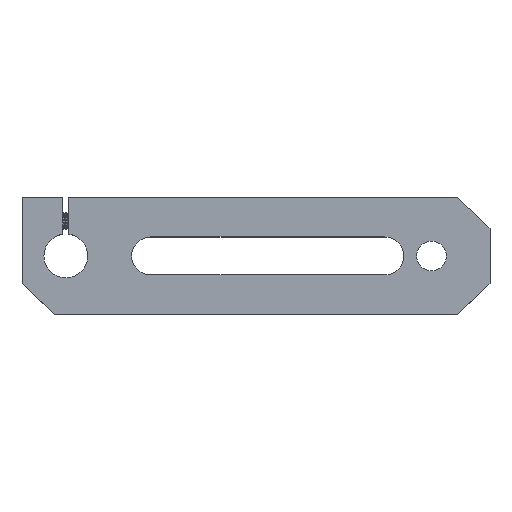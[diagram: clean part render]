
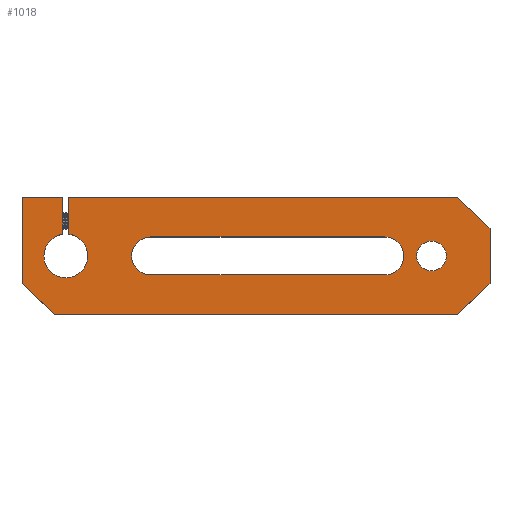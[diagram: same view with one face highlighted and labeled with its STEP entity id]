
A CAD part, top view. The second image highlights one B-rep face of the part: STEP entity #1018.
In plain terms, the highlighted planar face has unit normal (0, 0, 1).
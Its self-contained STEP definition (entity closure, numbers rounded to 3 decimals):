
#596=EDGE_CURVE('',#606,#1682,#1749,.T.);
#598=VERTEX_POINT('',#1751);
#606=VERTEX_POINT('',#1759);
#608=VERTEX_POINT('',#1761);
#662=VERTEX_POINT('',#1819);
#732=VERTEX_POINT('',#1896);
#746=EDGE_CURVE('',#732,#1622,#1912,.T.);
#798=EDGE_CURVE('',#1596,#1014,#1969,.T.);
#820=EDGE_CURVE('',#922,#662,#1992,.T.);
#884=VERTEX_POINT('',#2061);
#890=VERTEX_POINT('',#2068);
#922=VERTEX_POINT('',#2103);
#950=VERTEX_POINT('',#2134);
#966=EDGE_CURVE('',#608,#1162,#2151,.T.);
#986=VERTEX_POINT('',#2173);
#1014=VERTEX_POINT('',#2204);
#1018=ADVANCED_FACE('',(#2208,#2209,#2210),#2211,.T.);
#1120=EDGE_CURVE('',#884,#986,#2322,.T.);
#1162=VERTEX_POINT('',#2374);
#1176=VERTEX_POINT('',#2389);
#1248=VERTEX_POINT('',#2474);
#1252=EDGE_CURVE('',#1494,#1248,#2478,.T.);
#1264=EDGE_CURVE('',#662,#608,#2493,.T.);
#1288=VERTEX_POINT('',#2521);
#1298=EDGE_CURVE('',#1288,#884,#2532,.T.);
#1318=EDGE_CURVE('',#1622,#732,#2557,.T.);
#1332=EDGE_CURVE('',#950,#1494,#2574,.T.);
#1336=EDGE_CURVE('',#1162,#598,#2578,.T.);
#1442=EDGE_CURVE('',#1248,#890,#2699,.T.);
#1446=EDGE_CURVE('',#1288,#922,#2704,.T.);
#1450=EDGE_CURVE('',#986,#606,#2708,.T.);
#1494=VERTEX_POINT('',#2757);
#1502=EDGE_CURVE('',#1176,#1596,#2766,.T.);
#1524=EDGE_CURVE('',#1682,#1014,#2790,.T.);
#1596=VERTEX_POINT('',#2871);
#1610=EDGE_CURVE('',#598,#1176,#2887,.T.);
#1622=VERTEX_POINT('',#2901);
#1682=VERTEX_POINT('',#2970);
#1714=EDGE_CURVE('',#890,#950,#3003,.T.);
#1749=CIRCLE('',#3029,7.5);
#1751=CARTESIAN_POINT('',(-4.0,-20.0,13.0));
#1759=CARTESIAN_POINT('',(-7.5,0.,13.0));
#1761=CARTESIAN_POINT('',(145.0,-9.5,13.0));
#1819=CARTESIAN_POINT('',(145.0,9.5,13.0));
#1896=CARTESIAN_POINT('',(119.947,0.0,13.0));
#1912=CIRCLE('',#3251,5.053);
#1969=LINE('',#3333,#3334);
#1992=LINE('',#3366,#3367);
#2061=CARTESIAN_POINT('',(1.0,7.433,13.0));
#2068=CARTESIAN_POINT('',(29.,-6.5,13.0));
#2103=CARTESIAN_POINT('',(134.0,20.0,13.0));
#2134=CARTESIAN_POINT('',(29.,6.5,13.0));
#2151=LINE('',#3604,#3605);
#2173=CARTESIAN_POINT('',(7.5,0.,13.0));
#2204=CARTESIAN_POINT('',(-1.0,20.0,13.0));
#2208=FACE_OUTER_BOUND('',#3680,.T.);
#2209=FACE_BOUND('',#3681,.T.);
#2210=FACE_BOUND('',#3682,.T.);
#2211=PLANE('',#3683);
#2322=CIRCLE('',#3829,7.5);
#2374=CARTESIAN_POINT('',(134.0,-20.0,13.0));
#2389=CARTESIAN_POINT('',(-15.0,-9.5,13.0));
#2474=CARTESIAN_POINT('',(109.0,-6.5,13.0));
#2478=CIRCLE('',#4041,6.5);
#2493=LINE('',#4060,#4061);
#2521=CARTESIAN_POINT('',(1.0,20.0,13.0));
#2532=LINE('',#4110,#4111);
#2557=CIRCLE('',#4141,5.053);
#2574=LINE('',#4165,#4166);
#2578=LINE('',#4172,#4173);
#2699=LINE('',#4330,#4331);
#2704=LINE('',#4337,#4338);
#2708=CIRCLE('',#4343,7.5);
#2757=CARTESIAN_POINT('',(109.0,6.5,13.0));
#2766=LINE('',#4415,#4416);
#2790=LINE('',#4448,#4449);
#2871=CARTESIAN_POINT('',(-15.0,20.0,13.0));
#2887=LINE('',#4589,#4590);
#2901=CARTESIAN_POINT('',(130.053,0.,13.0));
#2970=CARTESIAN_POINT('',(-1.0,7.433,13.0));
#3003=CIRCLE('',#4745,6.5);
#3029=AXIS2_PLACEMENT_3D('',#4776,#4777,#4778);
#3251=AXIS2_PLACEMENT_3D('',#4952,#4953,#4954);
#3333=CARTESIAN_POINT('',(134.0,20.0,13.0));
#3334=VECTOR('',#5012,1.0);
#3366=CARTESIAN_POINT('',(145.0,9.5,13.0));
#3367=VECTOR('',#5030,1.0);
#3604=CARTESIAN_POINT('',(134.0,-20.0,13.0));
#3605=VECTOR('',#5236,1.0);
#3680=EDGE_LOOP('',(#5309,#5310,#5311,#5312,#5313,#5314,#5315,#5316,#5317,#5318,#5319,#5320,#5321));
#3681=EDGE_LOOP('',(#5322,#5323,#5324,#5325));
#3682=EDGE_LOOP('',(#5326,#5327));
#3683=AXIS2_PLACEMENT_3D('',#5328,#5329,#5330);
#3829=AXIS2_PLACEMENT_3D('',#5461,#5462,#5463);
#4041=AXIS2_PLACEMENT_3D('',#5702,#5703,#5704);
#4060=CARTESIAN_POINT('',(145.0,-9.5,13.0));
#4061=VECTOR('',#5733,1.0);
#4110=CARTESIAN_POINT('',(1.0,2.74,13.0));
#4111=VECTOR('',#5791,1.0);
#4141=AXIS2_PLACEMENT_3D('',#5834,#5835,#5836);
#4165=CARTESIAN_POINT('',(46.309,6.5,13.0));
#4166=VECTOR('',#5865,1.0);
#4172=CARTESIAN_POINT('',(-4.0,-20.0,13.0));
#4173=VECTOR('',#5869,1.0);
#4330=CARTESIAN_POINT('',(86.309,-6.5,13.0));
#4331=VECTOR('',#6021,1.0);
#4337=CARTESIAN_POINT('',(134.0,20.0,13.0));
#4338=VECTOR('',#6030,1.0);
#4343=AXIS2_PLACEMENT_3D('',#6031,#6032,#6033);
#4415=CARTESIAN_POINT('',(-15.0,20.0,13.0));
#4416=VECTOR('',#6105,1.0);
#4448=CARTESIAN_POINT('',(-1.0,10.198,13.0));
#4449=VECTOR('',#6128,1.0);
#4589=CARTESIAN_POINT('',(-15.0,-9.5,13.0));
#4590=VECTOR('',#6263,1.0);
#4745=AXIS2_PLACEMENT_3D('',#6414,#6415,#6416);
#4776=CARTESIAN_POINT('',(0.0,0.0,13.0));
#4777=DIRECTION('',(0.0,0.0,-1.0));
#4778=DIRECTION('',(1.0,0.0,0.0));
#4952=CARTESIAN_POINT('',(125.0,0.0,13.0));
#4953=DIRECTION('',(0.0,0.0,-1.0));
#4954=DIRECTION('',(1.0,0.0,0.0));
#5012=DIRECTION('',(1.0,0.0,0.0));
#5030=DIRECTION('',(0.723,-0.69,0.0));
#5236=DIRECTION('',(-0.723,-0.69,0.0));
#5309=ORIENTED_EDGE('',*,*,#1524,.T.);
#5310=ORIENTED_EDGE('',*,*,#798,.F.);
#5311=ORIENTED_EDGE('',*,*,#1502,.F.);
#5312=ORIENTED_EDGE('',*,*,#1610,.F.);
#5313=ORIENTED_EDGE('',*,*,#1336,.F.);
#5314=ORIENTED_EDGE('',*,*,#966,.F.);
#5315=ORIENTED_EDGE('',*,*,#1264,.F.);
#5316=ORIENTED_EDGE('',*,*,#820,.F.);
#5317=ORIENTED_EDGE('',*,*,#1446,.F.);
#5318=ORIENTED_EDGE('',*,*,#1298,.T.);
#5319=ORIENTED_EDGE('',*,*,#1120,.T.);
#5320=ORIENTED_EDGE('',*,*,#1450,.T.);
#5321=ORIENTED_EDGE('',*,*,#596,.T.);
#5322=ORIENTED_EDGE('',*,*,#1714,.T.);
#5323=ORIENTED_EDGE('',*,*,#1332,.T.);
#5324=ORIENTED_EDGE('',*,*,#1252,.T.);
#5325=ORIENTED_EDGE('',*,*,#1442,.T.);
#5326=ORIENTED_EDGE('',*,*,#746,.T.);
#5327=ORIENTED_EDGE('',*,*,#1318,.T.);
#5328=CARTESIAN_POINT('',(63.618,0.395,13.0));
#5329=DIRECTION('',(0.0,0.0,1.0));
#5330=DIRECTION('',(1.0,0.0,0.0));
#5461=CARTESIAN_POINT('',(0.0,0.0,13.0));
#5462=DIRECTION('',(0.0,0.0,-1.0));
#5463=DIRECTION('',(1.0,0.0,0.0));
#5702=CARTESIAN_POINT('',(109.0,0.0,13.0));
#5703=DIRECTION('',(0.0,0.0,-1.0));
#5704=DIRECTION('',(0.0,1.0,0.0));
#5733=DIRECTION('',(0.0,-1.0,0.0));
#5791=DIRECTION('',(0.0,-1.0,0.0));
#5834=CARTESIAN_POINT('',(125.0,0.0,13.0));
#5835=DIRECTION('',(0.0,0.0,-1.0));
#5836=DIRECTION('',(1.0,0.0,0.0));
#5865=DIRECTION('',(1.0,0.0,0.0));
#5869=DIRECTION('',(-1.0,0.0,0.0));
#6021=DIRECTION('',(-1.0,0.0,0.0));
#6030=DIRECTION('',(1.0,0.0,0.0));
#6031=CARTESIAN_POINT('',(0.0,0.0,13.0));
#6032=DIRECTION('',(0.0,0.0,-1.0));
#6033=DIRECTION('',(1.0,0.0,0.0));
#6105=DIRECTION('',(0.0,1.0,0.0));
#6128=DIRECTION('',(0.0,1.0,0.0));
#6263=DIRECTION('',(-0.723,0.69,0.0));
#6414=CARTESIAN_POINT('',(29.,0.0,13.0));
#6415=DIRECTION('',(0.0,0.0,-1.0));
#6416=DIRECTION('',(0.0,-1.0,0.0));
